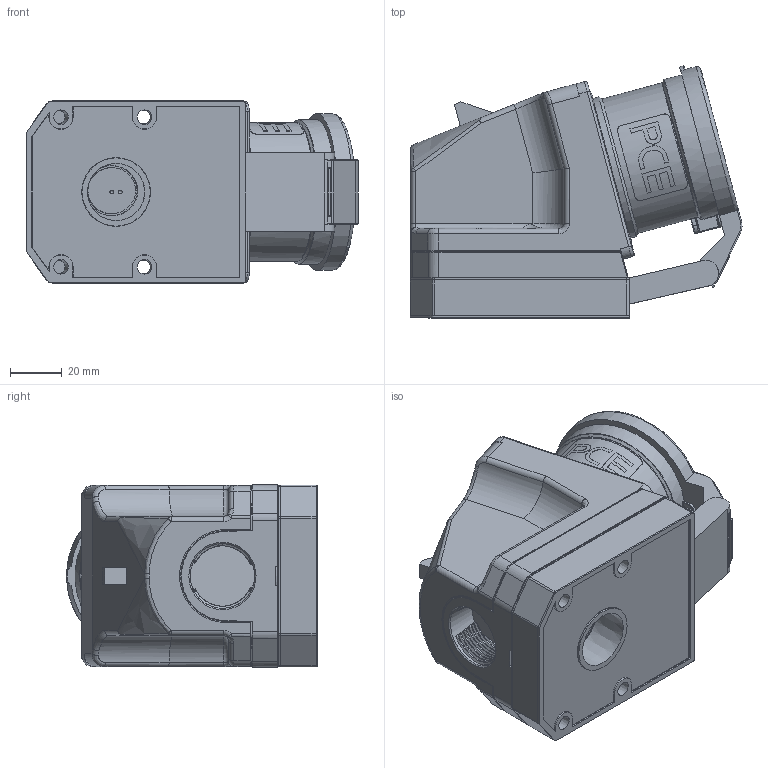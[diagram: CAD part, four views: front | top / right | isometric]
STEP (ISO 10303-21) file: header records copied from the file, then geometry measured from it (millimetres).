
FILE_DESCRIPTION (( 'STEP AP203' ), '1' );
FILE_NAME ('515-6d.STEP', '2019-02-22T06:41:43', ( '' ), ( '' ), 'SwSTEP 2.0', 'SolidWorks 2017', '' );
FILE_SCHEMA (( 'CONFIG_CONTROL_DESIGN' ));
Products named in the file (1): 515-6d
Bounding box: 128.3 x 97.33 x 70.5 mm (x, y, z)
Volume: 464406.1 mm3; surface area: 71474.6 mm2
Topology: 1 solids, 3 shells, 1443 faces, 3745 edges, 2304 vertices
Faces by surface type: plane 628, cylinder 439, bspline 213, torus 96, sphere 44, cone 23
Full cylindrical faces by diameter (mm): 6.7 x2, 8 x4, 8.5 x2, 10.5 x2, 17.8 x1, 25 x1, 25.929 x1, 26.38 x1, 27.291 x1, 53.727 x1, 55.8 x1
Entity records: 64801 total; most frequent: CARTESIAN_POINT 33457, ORIENTED_EDGE 7226, DIRECTION 5723, EDGE_CURVE 3613, VERTEX_POINT 2255, AXIS2_PLACEMENT_3D 2011, VECTOR 1701, LINE 1701
